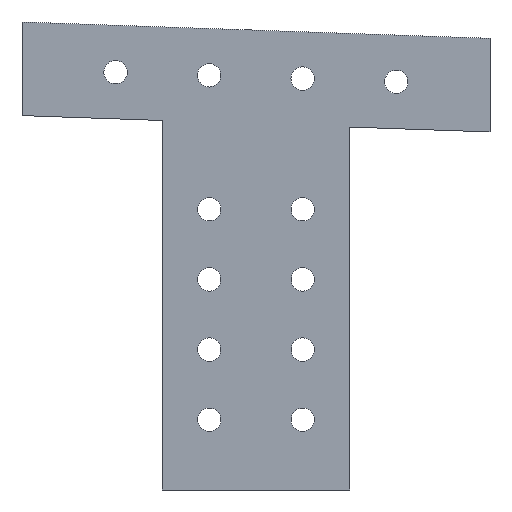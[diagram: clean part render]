
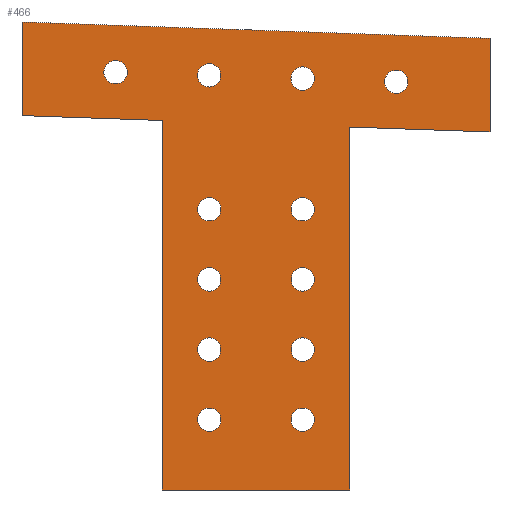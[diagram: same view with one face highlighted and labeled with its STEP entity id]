
A CAD part, front view. The second image highlights one B-rep face of the part: STEP entity #466.
In plain terms, the highlighted planar face has unit normal (0, -1, 0).
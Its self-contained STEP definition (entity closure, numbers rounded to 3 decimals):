
#27=FACE_BOUND('',#105,.T.);
#28=FACE_BOUND('',#106,.T.);
#29=FACE_BOUND('',#107,.T.);
#30=FACE_BOUND('',#108,.T.);
#31=FACE_BOUND('',#109,.T.);
#32=FACE_BOUND('',#110,.T.);
#33=FACE_BOUND('',#111,.T.);
#34=FACE_BOUND('',#112,.T.);
#35=FACE_BOUND('',#113,.T.);
#36=FACE_BOUND('',#114,.T.);
#37=FACE_BOUND('',#115,.T.);
#38=FACE_BOUND('',#116,.T.);
#48=PLANE('',#526);
#70=FACE_OUTER_BOUND('',#104,.T.);
#104=EDGE_LOOP('',(#413,#414,#415,#416,#417,#418,#419,#420));
#105=EDGE_LOOP('',(#421));
#106=EDGE_LOOP('',(#422));
#107=EDGE_LOOP('',(#423));
#108=EDGE_LOOP('',(#424));
#109=EDGE_LOOP('',(#425));
#110=EDGE_LOOP('',(#426));
#111=EDGE_LOOP('',(#427));
#112=EDGE_LOOP('',(#428));
#113=EDGE_LOOP('',(#429));
#114=EDGE_LOOP('',(#430));
#115=EDGE_LOOP('',(#431));
#116=EDGE_LOOP('',(#432));
#129=LINE('',#733,#165);
#133=LINE('',#741,#169);
#136=LINE('',#747,#172);
#139=LINE('',#753,#175);
#142=LINE('',#759,#178);
#145=LINE('',#765,#181);
#148=LINE('',#771,#184);
#151=LINE('',#776,#187);
#165=VECTOR('',#615,10.);
#169=VECTOR('',#621,10.);
#172=VECTOR('',#626,10.);
#175=VECTOR('',#631,10.);
#178=VECTOR('',#636,10.);
#181=VECTOR('',#641,10.);
#184=VECTOR('',#646,10.);
#187=VECTOR('',#651,10.);
#190=CIRCLE('',#483,2.5);
#192=CIRCLE('',#486,2.5);
#194=CIRCLE('',#489,2.5);
#196=CIRCLE('',#492,2.5);
#198=CIRCLE('',#495,2.5);
#200=CIRCLE('',#498,2.5);
#202=CIRCLE('',#501,2.5);
#204=CIRCLE('',#504,2.5);
#206=CIRCLE('',#507,2.5);
#208=CIRCLE('',#510,2.5);
#210=CIRCLE('',#513,2.5);
#212=CIRCLE('',#516,2.5);
#214=VERTEX_POINT('',#661);
#216=VERTEX_POINT('',#667);
#218=VERTEX_POINT('',#673);
#220=VERTEX_POINT('',#679);
#222=VERTEX_POINT('',#685);
#224=VERTEX_POINT('',#691);
#226=VERTEX_POINT('',#697);
#228=VERTEX_POINT('',#703);
#230=VERTEX_POINT('',#709);
#232=VERTEX_POINT('',#715);
#234=VERTEX_POINT('',#721);
#236=VERTEX_POINT('',#727);
#237=VERTEX_POINT('',#731);
#238=VERTEX_POINT('',#732);
#241=VERTEX_POINT('',#740);
#243=VERTEX_POINT('',#746);
#245=VERTEX_POINT('',#752);
#247=VERTEX_POINT('',#758);
#249=VERTEX_POINT('',#764);
#251=VERTEX_POINT('',#770);
#255=EDGE_CURVE('',#214,#214,#190,.T.);
#258=EDGE_CURVE('',#216,#216,#192,.T.);
#261=EDGE_CURVE('',#218,#218,#194,.T.);
#264=EDGE_CURVE('',#220,#220,#196,.T.);
#267=EDGE_CURVE('',#222,#222,#198,.T.);
#270=EDGE_CURVE('',#224,#224,#200,.T.);
#273=EDGE_CURVE('',#226,#226,#202,.T.);
#276=EDGE_CURVE('',#228,#228,#204,.T.);
#279=EDGE_CURVE('',#230,#230,#206,.T.);
#282=EDGE_CURVE('',#232,#232,#208,.T.);
#285=EDGE_CURVE('',#234,#234,#210,.T.);
#288=EDGE_CURVE('',#236,#236,#212,.T.);
#289=EDGE_CURVE('',#237,#238,#129,.T.);
#293=EDGE_CURVE('',#238,#241,#133,.T.);
#296=EDGE_CURVE('',#243,#241,#136,.T.);
#299=EDGE_CURVE('',#245,#243,#139,.T.);
#302=EDGE_CURVE('',#245,#247,#142,.T.);
#305=EDGE_CURVE('',#247,#249,#145,.T.);
#308=EDGE_CURVE('',#251,#249,#148,.T.);
#311=EDGE_CURVE('',#237,#251,#151,.T.);
#413=ORIENTED_EDGE('',*,*,#311,.F.);
#414=ORIENTED_EDGE('',*,*,#289,.T.);
#415=ORIENTED_EDGE('',*,*,#293,.T.);
#416=ORIENTED_EDGE('',*,*,#296,.F.);
#417=ORIENTED_EDGE('',*,*,#299,.F.);
#418=ORIENTED_EDGE('',*,*,#302,.T.);
#419=ORIENTED_EDGE('',*,*,#305,.T.);
#420=ORIENTED_EDGE('',*,*,#308,.F.);
#421=ORIENTED_EDGE('',*,*,#288,.F.);
#422=ORIENTED_EDGE('',*,*,#285,.F.);
#423=ORIENTED_EDGE('',*,*,#282,.F.);
#424=ORIENTED_EDGE('',*,*,#279,.F.);
#425=ORIENTED_EDGE('',*,*,#276,.F.);
#426=ORIENTED_EDGE('',*,*,#273,.F.);
#427=ORIENTED_EDGE('',*,*,#270,.F.);
#428=ORIENTED_EDGE('',*,*,#267,.F.);
#429=ORIENTED_EDGE('',*,*,#264,.F.);
#430=ORIENTED_EDGE('',*,*,#261,.F.);
#431=ORIENTED_EDGE('',*,*,#258,.F.);
#432=ORIENTED_EDGE('',*,*,#255,.F.);
#466=ADVANCED_FACE('',(#70,#27,#28,#29,#30,#31,#32,#33,#34,#35,#36,#37,
#38),#48,.F.);
#483=AXIS2_PLACEMENT_3D('',#663,#534,#535);
#486=AXIS2_PLACEMENT_3D('',#669,#541,#542);
#489=AXIS2_PLACEMENT_3D('',#675,#548,#549);
#492=AXIS2_PLACEMENT_3D('',#681,#555,#556);
#495=AXIS2_PLACEMENT_3D('',#687,#562,#563);
#498=AXIS2_PLACEMENT_3D('',#693,#569,#570);
#501=AXIS2_PLACEMENT_3D('',#699,#576,#577);
#504=AXIS2_PLACEMENT_3D('',#705,#583,#584);
#507=AXIS2_PLACEMENT_3D('',#711,#590,#591);
#510=AXIS2_PLACEMENT_3D('',#717,#597,#598);
#513=AXIS2_PLACEMENT_3D('',#723,#604,#605);
#516=AXIS2_PLACEMENT_3D('',#729,#611,#612);
#526=AXIS2_PLACEMENT_3D('',#779,#655,#656);
#534=DIRECTION('center_axis',(0.,-1.,0.));
#535=DIRECTION('ref_axis',(1.,0.,0.));
#541=DIRECTION('center_axis',(0.,-1.,0.));
#542=DIRECTION('ref_axis',(1.,0.,0.));
#548=DIRECTION('center_axis',(0.,-1.,0.));
#549=DIRECTION('ref_axis',(1.,0.,0.));
#555=DIRECTION('center_axis',(0.,-1.,0.));
#556=DIRECTION('ref_axis',(1.,0.,0.));
#562=DIRECTION('center_axis',(0.,-1.,0.));
#563=DIRECTION('ref_axis',(1.,0.,0.));
#569=DIRECTION('center_axis',(0.,-1.,0.));
#570=DIRECTION('ref_axis',(1.,0.,0.));
#576=DIRECTION('center_axis',(0.,-1.,0.));
#577=DIRECTION('ref_axis',(1.,0.,0.));
#583=DIRECTION('center_axis',(0.,-1.,0.));
#584=DIRECTION('ref_axis',(1.,0.,0.));
#590=DIRECTION('center_axis',(0.,-1.,0.));
#591=DIRECTION('ref_axis',(1.,0.,0.));
#597=DIRECTION('center_axis',(0.,-1.,0.));
#598=DIRECTION('ref_axis',(1.,0.,0.));
#604=DIRECTION('center_axis',(0.,-1.,0.));
#605=DIRECTION('ref_axis',(1.,0.,0.));
#611=DIRECTION('center_axis',(0.,-1.,0.));
#612=DIRECTION('ref_axis',(1.,0.,0.));
#615=DIRECTION('',(0.,0.,1.));
#621=DIRECTION('',(0.999,0.,-0.035));
#626=DIRECTION('',(0.,0.,-1.));
#631=DIRECTION('',(0.999,0.,-0.035));
#636=DIRECTION('',(0.,0.,-1.));
#641=DIRECTION('',(0.999,0.,-0.035));
#646=DIRECTION('',(0.,0.,1.));
#651=DIRECTION('',(-1.,0.,0.));
#655=DIRECTION('center_axis',(0.,1.,0.));
#656=DIRECTION('ref_axis',(1.,0.,0.));
#661=CARTESIAN_POINT('',(-12.5,0.,-20.));
#663=CARTESIAN_POINT('Origin',(-10.,0.,-20.));
#667=CARTESIAN_POINT('',(-12.5,0.,-5.));
#669=CARTESIAN_POINT('Origin',(-10.,0.,-5.));
#673=CARTESIAN_POINT('',(7.5,0.,-35.));
#675=CARTESIAN_POINT('Origin',(10.,0.,-35.));
#679=CARTESIAN_POINT('',(7.5,0.,-20.));
#681=CARTESIAN_POINT('Origin',(10.,0.,-20.));
#685=CARTESIAN_POINT('',(-12.5,0.,10.));
#687=CARTESIAN_POINT('Origin',(-10.,0.,10.));
#691=CARTESIAN_POINT('',(-12.5,0.,-35.));
#693=CARTESIAN_POINT('Origin',(-10.,0.,-35.));
#697=CARTESIAN_POINT('',(27.451,0.,37.208));
#699=CARTESIAN_POINT('Origin',(29.951,0.,37.208));
#703=CARTESIAN_POINT('',(7.463,0.,37.906));
#705=CARTESIAN_POINT('Origin',(9.963,0.,37.906));
#709=CARTESIAN_POINT('',(-12.524,0.,38.604));
#711=CARTESIAN_POINT('Origin',(-10.024,0.,38.604));
#715=CARTESIAN_POINT('',(-32.512,0.,39.302));
#717=CARTESIAN_POINT('Origin',(-30.012,0.,39.302));
#721=CARTESIAN_POINT('',(7.5,0.,10.));
#723=CARTESIAN_POINT('Origin',(10.,0.,10.));
#727=CARTESIAN_POINT('',(7.5,0.,-5.));
#729=CARTESIAN_POINT('Origin',(10.,0.,-5.));
#731=CARTESIAN_POINT('',(20.,0.,-50.));
#732=CARTESIAN_POINT('',(20.,0.,27.556));
#733=CARTESIAN_POINT('',(20.,0.,-50.));
#740=CARTESIAN_POINT('',(50.,0.,26.508));
#741=CARTESIAN_POINT('',(-50.,0.,30.));
#746=CARTESIAN_POINT('',(50.,0.,46.508));
#747=CARTESIAN_POINT('',(50.,0.,50.));
#752=CARTESIAN_POINT('',(-50.,0.,50.));
#753=CARTESIAN_POINT('',(-50.,0.,50.));
#758=CARTESIAN_POINT('',(-50.,0.,30.));
#759=CARTESIAN_POINT('',(-50.,0.,50.));
#764=CARTESIAN_POINT('',(-20.,0.,28.952));
#765=CARTESIAN_POINT('',(-50.,0.,30.));
#770=CARTESIAN_POINT('',(-20.,0.,-50.));
#771=CARTESIAN_POINT('',(-20.,0.,-50.));
#776=CARTESIAN_POINT('',(0.,0.,-50.));
#779=CARTESIAN_POINT('Origin',(0.,0.,0.));
